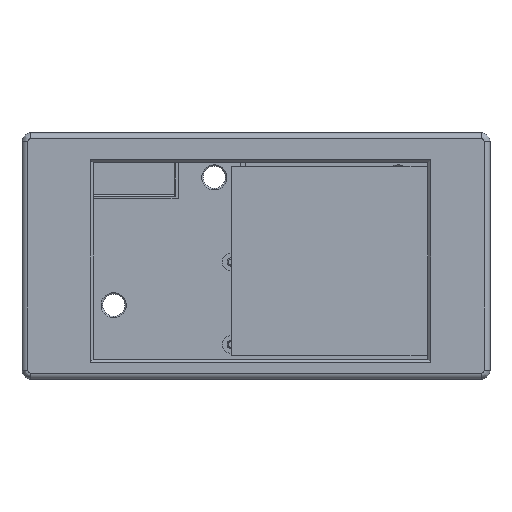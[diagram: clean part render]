
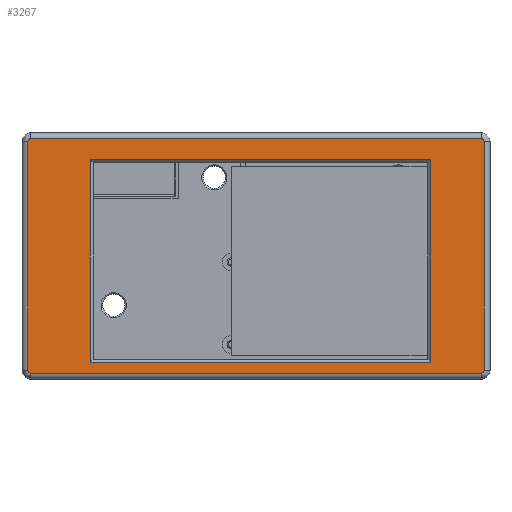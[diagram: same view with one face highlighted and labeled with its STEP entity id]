
A CAD part, top view. The second image highlights one B-rep face of the part: STEP entity #3267.
In plain terms, the highlighted planar face has unit normal (0, 0, 1).
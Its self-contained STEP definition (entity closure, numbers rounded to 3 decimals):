
#77=FACE_BOUND('',#519,.T.);
#147=PLANE('',#3569);
#292=FACE_OUTER_BOUND('',#518,.T.);
#518=EDGE_LOOP('',(#2474,#2475,#2476,#2477,#2478,#2479,#2480,#2481));
#519=EDGE_LOOP('',(#2482,#2483,#2484,#2485));
#773=LINE('',#5152,#1058);
#775=LINE('',#5169,#1060);
#776=LINE('',#5186,#1061);
#780=LINE('',#5206,#1065);
#791=LINE('',#5241,#1076);
#792=LINE('',#5243,#1077);
#793=LINE('',#5245,#1078);
#794=LINE('',#5246,#1079);
#1058=VECTOR('',#4089,10.);
#1060=VECTOR('',#4099,10.);
#1061=VECTOR('',#4110,10.);
#1065=VECTOR('',#4136,10.);
#1076=VECTOR('',#4165,10.);
#1077=VECTOR('',#4166,10.);
#1078=VECTOR('',#4167,10.);
#1079=VECTOR('',#4168,10.);
#1312=CIRCLE('',#3538,1.);
#1315=CIRCLE('',#3542,1.);
#1318=CIRCLE('',#3546,1.);
#1327=CIRCLE('',#3566,1.);
#1525=VERTEX_POINT('',#5145);
#1526=VERTEX_POINT('',#5147);
#1527=VERTEX_POINT('',#5151);
#1528=VERTEX_POINT('',#5164);
#1529=VERTEX_POINT('',#5168);
#1530=VERTEX_POINT('',#5180);
#1531=VERTEX_POINT('',#5184);
#1535=VERTEX_POINT('',#5203);
#1541=VERTEX_POINT('',#5239);
#1542=VERTEX_POINT('',#5240);
#1543=VERTEX_POINT('',#5242);
#1544=VERTEX_POINT('',#5244);
#1854=EDGE_CURVE('',#1525,#1526,#1312,.T.);
#1856=EDGE_CURVE('',#1526,#1527,#773,.T.);
#1859=EDGE_CURVE('',#1527,#1528,#1315,.T.);
#1861=EDGE_CURVE('',#1528,#1529,#775,.T.);
#1863=EDGE_CURVE('',#1529,#1530,#1318,.T.);
#1866=EDGE_CURVE('',#1530,#1531,#776,.T.);
#1874=EDGE_CURVE('',#1535,#1525,#780,.T.);
#1882=EDGE_CURVE('',#1531,#1535,#1327,.T.);
#1888=EDGE_CURVE('',#1541,#1542,#791,.T.);
#1889=EDGE_CURVE('',#1543,#1541,#792,.T.);
#1890=EDGE_CURVE('',#1544,#1543,#793,.T.);
#1891=EDGE_CURVE('',#1542,#1544,#794,.T.);
#2474=ORIENTED_EDGE('',*,*,#1882,.F.);
#2475=ORIENTED_EDGE('',*,*,#1866,.F.);
#2476=ORIENTED_EDGE('',*,*,#1863,.F.);
#2477=ORIENTED_EDGE('',*,*,#1861,.F.);
#2478=ORIENTED_EDGE('',*,*,#1859,.F.);
#2479=ORIENTED_EDGE('',*,*,#1856,.F.);
#2480=ORIENTED_EDGE('',*,*,#1854,.F.);
#2481=ORIENTED_EDGE('',*,*,#1874,.F.);
#2482=ORIENTED_EDGE('',*,*,#1888,.F.);
#2483=ORIENTED_EDGE('',*,*,#1889,.F.);
#2484=ORIENTED_EDGE('',*,*,#1890,.F.);
#2485=ORIENTED_EDGE('',*,*,#1891,.F.);
#3267=ADVANCED_FACE('',(#292,#77),#147,.T.);
#3538=AXIS2_PLACEMENT_3D('',#5148,#4083,#4084);
#3542=AXIS2_PLACEMENT_3D('',#5165,#4093,#4094);
#3546=AXIS2_PLACEMENT_3D('',#5181,#4102,#4103);
#3566=AXIS2_PLACEMENT_3D('',#5227,#4152,#4153);
#3569=AXIS2_PLACEMENT_3D('',#5238,#4163,#4164);
#4083=DIRECTION('center_axis',(0.,0.,-1.));
#4084=DIRECTION('ref_axis',(0.707,0.707,0.));
#4089=DIRECTION('',(0.,-1.,0.));
#4093=DIRECTION('center_axis',(0.,0.,-1.));
#4094=DIRECTION('ref_axis',(0.707,-0.707,0.));
#4099=DIRECTION('',(-1.,0.,0.));
#4102=DIRECTION('center_axis',(0.,0.,-1.));
#4103=DIRECTION('ref_axis',(-0.707,-0.707,0.));
#4110=DIRECTION('',(0.,1.,0.));
#4136=DIRECTION('',(1.,0.,0.));
#4152=DIRECTION('center_axis',(0.,0.,-1.));
#4153=DIRECTION('ref_axis',(-0.707,0.707,0.));
#4163=DIRECTION('center_axis',(0.,0.,1.));
#4164=DIRECTION('ref_axis',(1.,0.,0.));
#4165=DIRECTION('',(0.,-1.,0.));
#4166=DIRECTION('',(-1.,0.,0.));
#4167=DIRECTION('',(0.,1.,0.));
#4168=DIRECTION('',(1.,0.,0.));
#5145=CARTESIAN_POINT('',(153.6,79.6,31.6));
#5147=CARTESIAN_POINT('',(154.6,78.6,31.6));
#5148=CARTESIAN_POINT('Origin',(153.6,78.6,31.6));
#5151=CARTESIAN_POINT('',(154.6,1.4,31.6));
#5152=CARTESIAN_POINT('',(154.6,20.,31.6));
#5164=CARTESIAN_POINT('',(153.6,0.4,31.6));
#5165=CARTESIAN_POINT('Origin',(153.6,1.4,31.6));
#5168=CARTESIAN_POINT('',(1.4,0.4,31.6));
#5169=CARTESIAN_POINT('',(38.75,0.4,31.6));
#5180=CARTESIAN_POINT('',(0.4,1.4,31.6));
#5181=CARTESIAN_POINT('Origin',(1.4,1.4,31.6));
#5184=CARTESIAN_POINT('',(0.4,78.6,31.6));
#5186=CARTESIAN_POINT('',(0.4,60.,31.6));
#5203=CARTESIAN_POINT('',(1.4,79.6,31.6));
#5206=CARTESIAN_POINT('',(116.25,79.6,31.6));
#5227=CARTESIAN_POINT('Origin',(1.4,78.6,31.6));
#5238=CARTESIAN_POINT('Origin',(77.5,40.,31.6));
#5239=CARTESIAN_POINT('',(21.5,72.55,31.6));
#5240=CARTESIAN_POINT('',(21.5,4.,31.6));
#5241=CARTESIAN_POINT('',(21.5,55.775,31.6));
#5242=CARTESIAN_POINT('',(136.5,72.55,31.6));
#5243=CARTESIAN_POINT('',(106.5,72.55,31.6));
#5244=CARTESIAN_POINT('',(136.5,4.,31.6));
#5245=CARTESIAN_POINT('',(136.5,22.5,31.6));
#5246=CARTESIAN_POINT('',(50.,4.,31.6));
